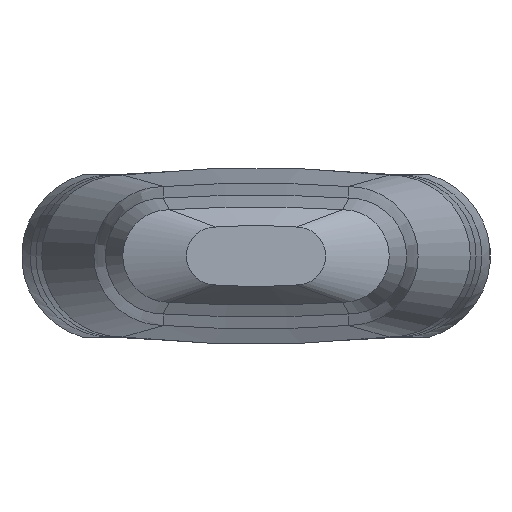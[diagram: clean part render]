
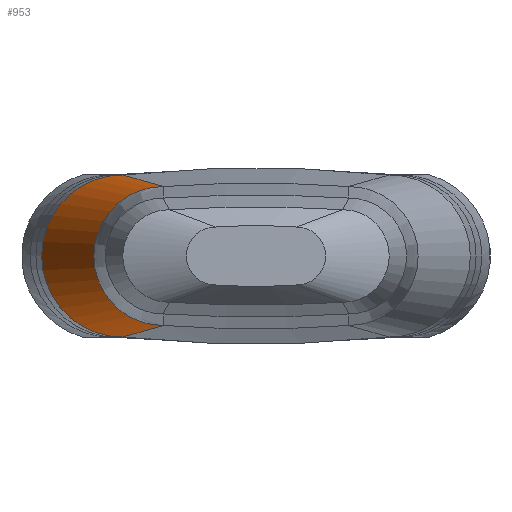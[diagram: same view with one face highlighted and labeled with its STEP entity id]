
A CAD part, front view. The second image highlights one B-rep face of the part: STEP entity #953.
In plain terms, the highlighted free-form (B-spline) face has degree [10, 1] with [11, 2] control points.
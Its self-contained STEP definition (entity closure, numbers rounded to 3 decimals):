
#505 = CONICAL_SURFACE('',#506,5.,0.1);
#506 = AXIS2_PLACEMENT_3D('',#507,#508,#509);
#507 = CARTESIAN_POINT('',(-8.,-50.,0.));
#508 = DIRECTION('',(-0.,1.,0.));
#509 = DIRECTION('',(1.,0.,0.));
#697 = VERTEX_POINT('',#698);
#698 = CARTESIAN_POINT('',(-8.,-40.,-6.));
#717 = EDGE_CURVE('',#718,#697,#720,.T.);
#718 = VERTEX_POINT('',#719);
#719 = CARTESIAN_POINT('',(-8.,-40.,6.));
#720 = SURFACE_CURVE('',#721,(#726,#733),.PCURVE_S1.);
#721 = CIRCLE('',#722,6.);
#722 = AXIS2_PLACEMENT_3D('',#723,#724,#725);
#723 = CARTESIAN_POINT('',(-8.,-40.,0.));
#724 = DIRECTION('',(0.,-1.,0.));
#725 = DIRECTION('',(1.,0.,0.));
#726 = PCURVE('',#505,#727);
#727 = DEFINITIONAL_REPRESENTATION('',(#728),#732);
#728 = LINE('',#729,#730);
#729 = CARTESIAN_POINT('',(-0.,10.));
#730 = VECTOR('',#731,1.);
#731 = DIRECTION('',(-1.,0.));
#732 = ( GEOMETRIC_REPRESENTATION_CONTEXT(2) 
PARAMETRIC_REPRESENTATION_CONTEXT() REPRESENTATION_CONTEXT('2D SPACE',''
  ) );
#733 = PCURVE('',#734,#757);
#734 = B_SPLINE_SURFACE_WITH_KNOTS('',10,1,(
    (#735,#736)
    ,(#737,#738)
    ,(#739,#740)
    ,(#741,#742)
    ,(#743,#744)
    ,(#745,#746)
    ,(#747,#748)
    ,(#749,#750)
    ,(#751,#752)
    ,(#753,#754)
    ,(#755,#756
    )),.UNSPECIFIED.,.F.,.F.,.F.,(11,11),(2,2),(1.571,
    4.712),(0.,1.),.PIECEWISE_BEZIER_KNOTS.);
#735 = CARTESIAN_POINT('',(-8.,-40.,6.));
#736 = CARTESIAN_POINT('',(-11.5,-30.,7.));
#737 = CARTESIAN_POINT('',(-9.885,-40.,6.));
#738 = CARTESIAN_POINT('',(-13.699,-30.,7.));
#739 = CARTESIAN_POINT('',(-11.77,-40.,5.342));
#740 = CARTESIAN_POINT('',(-15.898,-30.,6.232)
  );
#741 = CARTESIAN_POINT('',(-13.396,-40.,4.026));
#742 = CARTESIAN_POINT('',(-17.796,-30.,4.697));
#743 = CARTESIAN_POINT('',(-14.506,-40.,
    2.168));
#744 = CARTESIAN_POINT('',(-19.091,-30.,
    2.53));
#745 = CARTESIAN_POINT('',(-14.902,-40.,0.));
#746 = CARTESIAN_POINT('',(-19.552,-30.,
    0.));
#747 = CARTESIAN_POINT('',(-14.506,-40.,
    -2.168));
#748 = CARTESIAN_POINT('',(-19.091,-30.,
    -2.53));
#749 = CARTESIAN_POINT('',(-13.396,-40.,-4.026));
#750 = CARTESIAN_POINT('',(-17.796,-30.,-4.697));
#751 = CARTESIAN_POINT('',(-11.77,-40.,-5.342));
#752 = CARTESIAN_POINT('',(-15.898,-30.,-6.232
    ));
#753 = CARTESIAN_POINT('',(-9.885,-40.,-6.));
#754 = CARTESIAN_POINT('',(-13.699,-30.,-7.));
#755 = CARTESIAN_POINT('',(-8.,-40.,-6.));
#756 = CARTESIAN_POINT('',(-11.5,-30.,-7.));
#757 = DEFINITIONAL_REPRESENTATION('',(#758),#762);
#758 = LINE('',#759,#760);
#759 = CARTESIAN_POINT('',(0.,0.));
#760 = VECTOR('',#761,1.);
#761 = DIRECTION('',(1.,0.));
#762 = ( GEOMETRIC_REPRESENTATION_CONTEXT(2) 
PARAMETRIC_REPRESENTATION_CONTEXT() REPRESENTATION_CONTEXT('2D SPACE',''
  ) );
#823 = B_SPLINE_SURFACE_WITH_KNOTS('',5,1,(
    (#824,#825)
    ,(#826,#827)
    ,(#828,#829)
    ,(#830,#831)
    ,(#832,#833)
    ,(#834,#835
    )),.UNSPECIFIED.,.F.,.F.,.F.,(6,6),(2,2),(4.608,
    4.817),(0.,1.),.PIECEWISE_BEZIER_KNOTS.);
#824 = CARTESIAN_POINT('',(-8.,-40.,-6.));
#825 = CARTESIAN_POINT('',(-11.5,-30.,-7.));
#826 = CARTESIAN_POINT('',(-4.806,-40.,-6.233));
#827 = CARTESIAN_POINT('',(-6.917,-30.,-7.482));
#828 = CARTESIAN_POINT('',(-1.603,-40.,-6.35));
#829 = CARTESIAN_POINT('',(-2.308,-30.,-7.724));
#830 = CARTESIAN_POINT('',(1.603,-40.,-6.35));
#831 = CARTESIAN_POINT('',(2.308,-30.,-7.724));
#832 = CARTESIAN_POINT('',(4.806,-40.,-6.233));
#833 = CARTESIAN_POINT('',(6.917,-30.,-7.482));
#834 = CARTESIAN_POINT('',(8.,-40.,-6.));
#835 = CARTESIAN_POINT('',(11.5,-30.,-7.));
#934 = B_SPLINE_SURFACE_WITH_KNOTS('',5,1,(
    (#935,#936)
    ,(#937,#938)
    ,(#939,#940)
    ,(#941,#942)
    ,(#943,#944)
    ,(#945,#946
    )),.UNSPECIFIED.,.F.,.F.,.F.,(6,6),(2,2),(1.466,
    1.676),(0.,1.),.PIECEWISE_BEZIER_KNOTS.);
#935 = CARTESIAN_POINT('',(8.,-40.,6.));
#936 = CARTESIAN_POINT('',(11.5,-30.,7.));
#937 = CARTESIAN_POINT('',(4.806,-40.,6.233));
#938 = CARTESIAN_POINT('',(6.917,-30.,7.482));
#939 = CARTESIAN_POINT('',(1.603,-40.,6.35));
#940 = CARTESIAN_POINT('',(2.308,-30.,7.724));
#941 = CARTESIAN_POINT('',(-1.603,-40.,6.35));
#942 = CARTESIAN_POINT('',(-2.308,-30.,7.724));
#943 = CARTESIAN_POINT('',(-4.806,-40.,6.233));
#944 = CARTESIAN_POINT('',(-6.917,-30.,7.482));
#945 = CARTESIAN_POINT('',(-8.,-40.,6.));
#946 = CARTESIAN_POINT('',(-11.5,-30.,7.));
#953 = ADVANCED_FACE('',(#954),#734,.F.);
#954 = FACE_BOUND('',#955,.F.);
#955 = EDGE_LOOP('',(#956,#957,#979,#1008));
#956 = ORIENTED_EDGE('',*,*,#717,.T.);
#957 = ORIENTED_EDGE('',*,*,#958,.T.);
#958 = EDGE_CURVE('',#697,#959,#961,.T.);
#959 = VERTEX_POINT('',#960);
#960 = CARTESIAN_POINT('',(-11.5,-30.,-7.));
#961 = SURFACE_CURVE('',#962,(#965,#972),.PCURVE_S1.);
#962 = B_SPLINE_CURVE_WITH_KNOTS('',1,(#963,#964),.UNSPECIFIED.,.F.,.F.,
  (2,2),(0.,1.),.PIECEWISE_BEZIER_KNOTS.);
#963 = CARTESIAN_POINT('',(-8.,-40.,-6.));
#964 = CARTESIAN_POINT('',(-11.5,-30.,-7.));
#965 = PCURVE('',#734,#966);
#966 = DEFINITIONAL_REPRESENTATION('',(#967),#971);
#967 = LINE('',#968,#969);
#968 = CARTESIAN_POINT('',(4.712,0.));
#969 = VECTOR('',#970,1.);
#970 = DIRECTION('',(0.,1.));
#971 = ( GEOMETRIC_REPRESENTATION_CONTEXT(2) 
PARAMETRIC_REPRESENTATION_CONTEXT() REPRESENTATION_CONTEXT('2D SPACE',''
  ) );
#972 = PCURVE('',#823,#973);
#973 = DEFINITIONAL_REPRESENTATION('',(#974),#978);
#974 = LINE('',#975,#976);
#975 = CARTESIAN_POINT('',(4.608,0.));
#976 = VECTOR('',#977,1.);
#977 = DIRECTION('',(0.,1.));
#978 = ( GEOMETRIC_REPRESENTATION_CONTEXT(2) 
PARAMETRIC_REPRESENTATION_CONTEXT() REPRESENTATION_CONTEXT('2D SPACE',''
  ) );
#979 = ORIENTED_EDGE('',*,*,#980,.F.);
#980 = EDGE_CURVE('',#981,#959,#983,.T.);
#981 = VERTEX_POINT('',#982);
#982 = CARTESIAN_POINT('',(-11.5,-30.,7.));
#983 = SURFACE_CURVE('',#984,(#989,#996),.PCURVE_S1.);
#984 = CIRCLE('',#985,7.);
#985 = AXIS2_PLACEMENT_3D('',#986,#987,#988);
#986 = CARTESIAN_POINT('',(-11.5,-30.,0.));
#987 = DIRECTION('',(0.,-1.,0.));
#988 = DIRECTION('',(1.,0.,0.));
#989 = PCURVE('',#734,#990);
#990 = DEFINITIONAL_REPRESENTATION('',(#991),#995);
#991 = LINE('',#992,#993);
#992 = CARTESIAN_POINT('',(0.,1.));
#993 = VECTOR('',#994,1.);
#994 = DIRECTION('',(1.,0.));
#995 = ( GEOMETRIC_REPRESENTATION_CONTEXT(2) 
PARAMETRIC_REPRESENTATION_CONTEXT() REPRESENTATION_CONTEXT('2D SPACE',''
  ) );
#996 = PCURVE('',#997,#1002);
#997 = CYLINDRICAL_SURFACE('',#998,7.);
#998 = AXIS2_PLACEMENT_3D('',#999,#1000,#1001);
#999 = CARTESIAN_POINT('',(-11.5,-30.,0.));
#1000 = DIRECTION('',(-0.,1.,0.));
#1001 = DIRECTION('',(1.,0.,0.));
#1002 = DEFINITIONAL_REPRESENTATION('',(#1003),#1007);
#1003 = LINE('',#1004,#1005);
#1004 = CARTESIAN_POINT('',(-0.,0.));
#1005 = VECTOR('',#1006,1.);
#1006 = DIRECTION('',(-1.,0.));
#1007 = ( GEOMETRIC_REPRESENTATION_CONTEXT(2) 
PARAMETRIC_REPRESENTATION_CONTEXT() REPRESENTATION_CONTEXT('2D SPACE',''
  ) );
#1008 = ORIENTED_EDGE('',*,*,#1009,.F.);
#1009 = EDGE_CURVE('',#718,#981,#1010,.T.);
#1010 = SURFACE_CURVE('',#1011,(#1014,#1021),.PCURVE_S1.);
#1011 = B_SPLINE_CURVE_WITH_KNOTS('',1,(#1012,#1013),.UNSPECIFIED.,.F.,
  .F.,(2,2),(0.,1.),.PIECEWISE_BEZIER_KNOTS.);
#1012 = CARTESIAN_POINT('',(-8.,-40.,6.));
#1013 = CARTESIAN_POINT('',(-11.5,-30.,7.));
#1014 = PCURVE('',#734,#1015);
#1015 = DEFINITIONAL_REPRESENTATION('',(#1016),#1020);
#1016 = LINE('',#1017,#1018);
#1017 = CARTESIAN_POINT('',(1.571,0.));
#1018 = VECTOR('',#1019,1.);
#1019 = DIRECTION('',(0.,1.));
#1020 = ( GEOMETRIC_REPRESENTATION_CONTEXT(2) 
PARAMETRIC_REPRESENTATION_CONTEXT() REPRESENTATION_CONTEXT('2D SPACE',''
  ) );
#1021 = PCURVE('',#934,#1022);
#1022 = DEFINITIONAL_REPRESENTATION('',(#1023),#1027);
#1023 = LINE('',#1024,#1025);
#1024 = CARTESIAN_POINT('',(1.676,0.));
#1025 = VECTOR('',#1026,1.);
#1026 = DIRECTION('',(0.,1.));
#1027 = ( GEOMETRIC_REPRESENTATION_CONTEXT(2) 
PARAMETRIC_REPRESENTATION_CONTEXT() REPRESENTATION_CONTEXT('2D SPACE',''
  ) );
